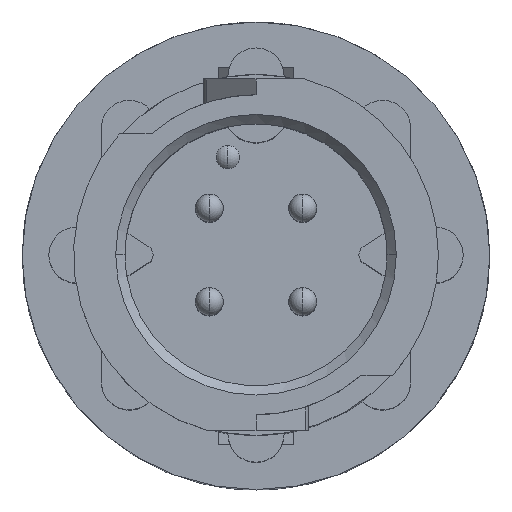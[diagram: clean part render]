
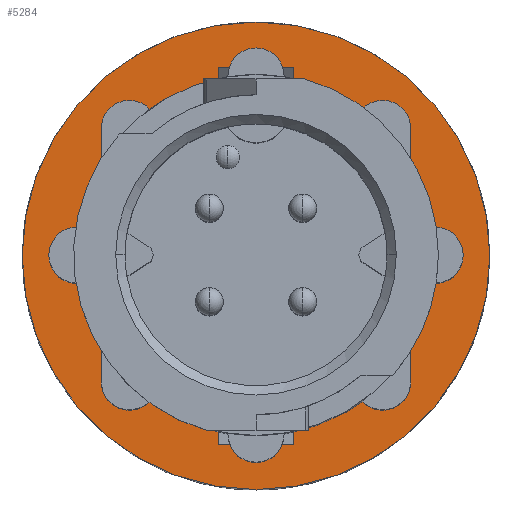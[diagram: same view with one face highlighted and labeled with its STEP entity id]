
A CAD part, top view. The second image highlights one B-rep face of the part: STEP entity #5284.
In plain terms, the highlighted planar face has unit normal (0, 0, 1).
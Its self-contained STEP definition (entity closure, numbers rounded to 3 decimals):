
#277 = FACE_BOUND ( 'NONE', #3590, .T. ) ;
#282 = VERTEX_POINT ( 'NONE', #4517 ) ;
#288 = CARTESIAN_POINT ( 'NONE',  ( 1.016, 4.392, -16.815 ) ) ;
#343 = DIRECTION ( 'NONE',  ( 1., 0., 0. ) ) ;
#414 = AXIS2_PLACEMENT_3D ( 'NONE', #2459, #3744, #7591 ) ;
#427 = FACE_OUTER_BOUND ( 'NONE', #7916, .T. ) ;
#639 = DIRECTION ( 'NONE',  ( 0., 1., 0. ) ) ;
#649 = CARTESIAN_POINT ( 'NONE',  ( -1.016, -4.392, -16.815 ) ) ;
#808 = LINE ( 'NONE', #884, #940 ) ;
#811 = LINE ( 'NONE', #4652, #879 ) ;
#812 = ORIENTED_EDGE ( 'NONE', *, *, #5067, .T. ) ;
#864 = VERTEX_POINT ( 'NONE', #3692 ) ;
#879 = VECTOR ( 'NONE', #7870, 1000. ) ;
#884 = CARTESIAN_POINT ( 'NONE',  ( 1.016, -5.125, -16.815 ) ) ;
#940 = VECTOR ( 'NONE', #2861, 1000. ) ;
#1134 = VECTOR ( 'NONE', #2209, 1000. ) ;
#1189 = VERTEX_POINT ( 'NONE', #3583 ) ;
#1196 = EDGE_CURVE ( 'NONE', #1738, #5596, #4897, .T. ) ;
#1354 = CIRCLE ( 'NONE', #6389, 4.508 ) ;
#1650 = PLANE ( 'NONE',  #7593 ) ;
#1723 = EDGE_CURVE ( 'NONE', #1189, #4627, #3695, .T. ) ;
#1730 = ORIENTED_EDGE ( 'NONE', *, *, #4767, .T. ) ;
#1738 = VERTEX_POINT ( 'NONE', #288 ) ;
#1886 = EDGE_CURVE ( 'NONE', #4615, #1738, #1354, .T. ) ;
#1918 = DIRECTION ( 'NONE',  ( 1., 0., 0. ) ) ;
#1944 = EDGE_CURVE ( 'NONE', #3037, #4615, #7468, .T. ) ;
#2017 = EDGE_CURVE ( 'NONE', #864, #3037, #808, .T. ) ;
#2052 = CIRCLE ( 'NONE', #8312, 6.35 ) ;
#2184 = CARTESIAN_POINT ( 'NONE',  ( 0., 0., -16.815 ) ) ;
#2209 = DIRECTION ( 'NONE',  ( 0., 1., 0. ) ) ;
#2301 = DIRECTION ( 'NONE',  ( 1., 0., 0. ) ) ;
#2363 = ORIENTED_EDGE ( 'NONE', *, *, #1196, .F. ) ;
#2371 = ORIENTED_EDGE ( 'NONE', *, *, #2017, .F. ) ;
#2459 = CARTESIAN_POINT ( 'NONE',  ( 0., 0., -16.815 ) ) ;
#2475 = CARTESIAN_POINT ( 'NONE',  ( -1.016, -5.125, -16.815 ) ) ;
#2588 = AXIS2_PLACEMENT_3D ( 'NONE', #7346, #6114, #2301 ) ;
#2779 = DIRECTION ( 'NONE',  ( 0., 0., 1. ) ) ;
#2832 = DIRECTION ( 'NONE',  ( 0., 0., 1. ) ) ;
#2861 = DIRECTION ( 'NONE',  ( 0., 1., 0. ) ) ;
#3037 = VERTEX_POINT ( 'NONE', #7939 ) ;
#3201 = DIRECTION ( 'NONE',  ( 0., 0., 1. ) ) ;
#3334 = ORIENTED_EDGE ( 'NONE', *, *, #5425, .F. ) ;
#3463 = ORIENTED_EDGE ( 'NONE', *, *, #3862, .T. ) ;
#3505 = VECTOR ( 'NONE', #6256, 1000. ) ;
#3566 = EDGE_CURVE ( 'NONE', #282, #5822, #2052, .T. ) ;
#3583 = CARTESIAN_POINT ( 'NONE',  ( -1.016, 4.392, -16.815 ) ) ;
#3590 = EDGE_LOOP ( 'NONE', ( #1730, #6413, #2363, #4214, #6054, #2371, #3334, #812, #4186 ) ) ;
#3692 = CARTESIAN_POINT ( 'NONE',  ( 1.016, -5.125, -16.815 ) ) ;
#3695 = CIRCLE ( 'NONE', #2588, 4.508 ) ;
#3712 = DIRECTION ( 'NONE',  ( 0., 0., 1. ) ) ;
#3744 = DIRECTION ( 'NONE',  ( 0., 0., 1. ) ) ;
#3757 = EDGE_CURVE ( 'NONE', #6230, #5596, #811, .T. ) ;
#3862 = EDGE_CURVE ( 'NONE', #5822, #282, #5739, .T. ) ;
#3972 = CARTESIAN_POINT ( 'NONE',  ( 4.508, 0., -16.815 ) ) ;
#4146 = DIRECTION ( 'NONE',  ( 1., 0., 0. ) ) ;
#4169 = LINE ( 'NONE', #4725, #1134 ) ;
#4186 = ORIENTED_EDGE ( 'NONE', *, *, #1723, .F. ) ;
#4195 = VECTOR ( 'NONE', #6879, 1000. ) ;
#4214 = ORIENTED_EDGE ( 'NONE', *, *, #1886, .F. ) ;
#4300 = CARTESIAN_POINT ( 'NONE',  ( -1.016, -5.125, -16.815 ) ) ;
#4403 = CARTESIAN_POINT ( 'NONE',  ( 0., 0., -16.815 ) ) ;
#4517 = CARTESIAN_POINT ( 'NONE',  ( -6.35, 0., -16.815 ) ) ;
#4615 = VERTEX_POINT ( 'NONE', #3972 ) ;
#4627 = VERTEX_POINT ( 'NONE', #649 ) ;
#4652 = CARTESIAN_POINT ( 'NONE',  ( -1.016, 5.125, -16.815 ) ) ;
#4725 = CARTESIAN_POINT ( 'NONE',  ( -1.016, 5.125, -16.815 ) ) ;
#4767 = EDGE_CURVE ( 'NONE', #1189, #6230, #4169, .T. ) ;
#4897 = LINE ( 'NONE', #6889, #3505 ) ;
#5067 = EDGE_CURVE ( 'NONE', #6536, #4627, #7769, .T. ) ;
#5284 = ADVANCED_FACE ( 'NONE', ( #277, #427 ), #1650, .T. ) ;
#5425 = EDGE_CURVE ( 'NONE', #6536, #864, #6973, .T. ) ;
#5596 = VERTEX_POINT ( 'NONE', #6532 ) ;
#5739 = CIRCLE ( 'NONE', #7221, 6.35 ) ;
#5822 = VERTEX_POINT ( 'NONE', #6236 ) ;
#6054 = ORIENTED_EDGE ( 'NONE', *, *, #1944, .F. ) ;
#6114 = DIRECTION ( 'NONE',  ( 0., 0., 1. ) ) ;
#6230 = VERTEX_POINT ( 'NONE', #8034 ) ;
#6236 = CARTESIAN_POINT ( 'NONE',  ( 6.35, 0., -16.815 ) ) ;
#6256 = DIRECTION ( 'NONE',  ( 0., 1., 0. ) ) ;
#6389 = AXIS2_PLACEMENT_3D ( 'NONE', #2184, #2832, #4146 ) ;
#6413 = ORIENTED_EDGE ( 'NONE', *, *, #3757, .T. ) ;
#6495 = CARTESIAN_POINT ( 'NONE',  ( -1.016, -5.125, -16.815 ) ) ;
#6532 = CARTESIAN_POINT ( 'NONE',  ( 1.016, 5.125, -16.815 ) ) ;
#6536 = VERTEX_POINT ( 'NONE', #2475 ) ;
#6782 = ORIENTED_EDGE ( 'NONE', *, *, #3566, .T. ) ;
#6879 = DIRECTION ( 'NONE',  ( 1., 0., 0. ) ) ;
#6889 = CARTESIAN_POINT ( 'NONE',  ( 1.016, 5.125, -16.815 ) ) ;
#6973 = LINE ( 'NONE', #4300, #4195 ) ;
#7221 = AXIS2_PLACEMENT_3D ( 'NONE', #4403, #3201, #1918 ) ;
#7346 = CARTESIAN_POINT ( 'NONE',  ( 0., 0., -16.815 ) ) ;
#7400 = CARTESIAN_POINT ( 'NONE',  ( 0., 0., -16.815 ) ) ;
#7468 = CIRCLE ( 'NONE', #414, 4.508 ) ;
#7591 = DIRECTION ( 'NONE',  ( 1., 0., 0. ) ) ;
#7593 = AXIS2_PLACEMENT_3D ( 'NONE', #8243, #3712, #8154 ) ;
#7769 = LINE ( 'NONE', #6495, #8336 ) ;
#7870 = DIRECTION ( 'NONE',  ( 1., 0., 0. ) ) ;
#7916 = EDGE_LOOP ( 'NONE', ( #3463, #6782 ) ) ;
#7939 = CARTESIAN_POINT ( 'NONE',  ( 1.016, -4.392, -16.815 ) ) ;
#8034 = CARTESIAN_POINT ( 'NONE',  ( -1.016, 5.125, -16.815 ) ) ;
#8154 = DIRECTION ( 'NONE',  ( 1., 0., 0. ) ) ;
#8243 = CARTESIAN_POINT ( 'NONE',  ( 0., 4.381, -16.815 ) ) ;
#8312 = AXIS2_PLACEMENT_3D ( 'NONE', #7400, #2779, #343 ) ;
#8336 = VECTOR ( 'NONE', #639, 1000. ) ;
